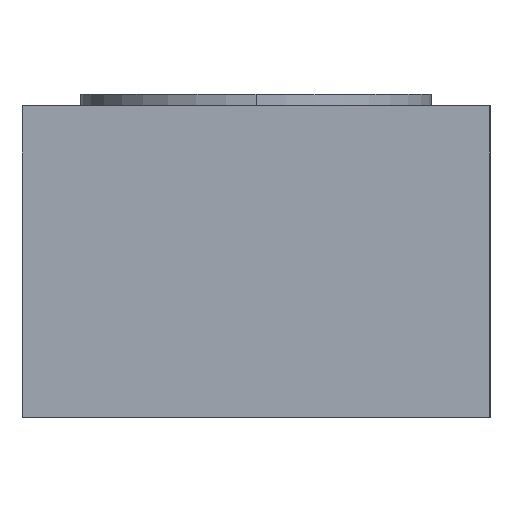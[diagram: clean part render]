
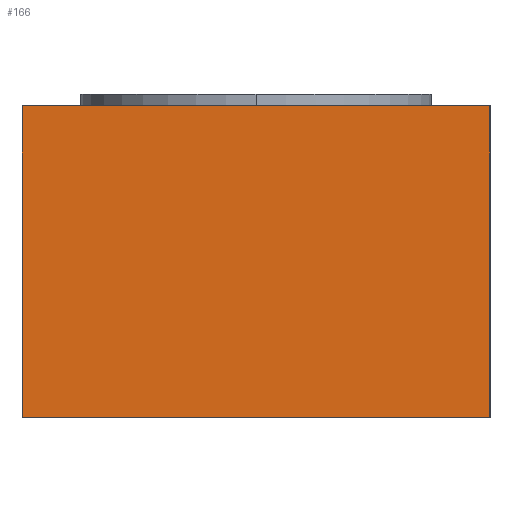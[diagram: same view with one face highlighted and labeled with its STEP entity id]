
A CAD part, left-side view. The second image highlights one B-rep face of the part: STEP entity #166.
In plain terms, the highlighted planar face has unit normal (-1, 0, 0).
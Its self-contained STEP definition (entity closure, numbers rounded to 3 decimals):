
#119 = VERTEX_POINT ( 'NONE', #556 ) ;
#135 = EDGE_CURVE ( 'NONE', #198, #213, #596, .T. ) ;
#166 = ADVANCED_FACE ( 'NONE', ( #648 ), #647, .F. ) ;
#180 = EDGE_CURVE ( 'NONE', #199, #119, #678, .T. ) ;
#198 = VERTEX_POINT ( 'NONE', #698 ) ;
#199 = VERTEX_POINT ( 'NONE', #697 ) ;
#207 = EDGE_CURVE ( 'NONE', #198, #199, #752, .T. ) ;
#213 = VERTEX_POINT ( 'NONE', #748 ) ;
#221 = EDGE_LOOP ( 'NONE', ( #222, #224, #225, #226 ) ) ;
#222 = ORIENTED_EDGE ( 'NONE', *, *, #223, .T. ) ;
#223 = EDGE_CURVE ( 'NONE', #213, #119, #741, .T. ) ;
#224 = ORIENTED_EDGE ( 'NONE', *, *, #180, .F. ) ;
#225 = ORIENTED_EDGE ( 'NONE', *, *, #207, .F. ) ;
#226 = ORIENTED_EDGE ( 'NONE', *, *, #135, .T. ) ;
#556 = CARTESIAN_POINT ( 'NONE',  ( -46., -30., 0. ) ) ;
#593 = DIRECTION ( 'NONE',  ( 0., 0., -1. ) ) ;
#594 = VECTOR ( 'NONE', #593, 1000. ) ;
#595 = CARTESIAN_POINT ( 'NONE',  ( -46., 30., 40. ) ) ;
#596 = LINE ( 'NONE', #595, #594 ) ;
#643 = DIRECTION ( 'NONE',  ( 0., 1., 0. ) ) ;
#644 = DIRECTION ( 'NONE',  ( 1., 0., 0. ) ) ;
#645 = CARTESIAN_POINT ( 'NONE',  ( -46., 30., 40. ) ) ;
#646 = AXIS2_PLACEMENT_3D ( 'NONE', #645, #644, #643 ) ;
#647 = PLANE ( 'NONE',  #646 ) ;
#648 = FACE_OUTER_BOUND ( 'NONE', #221, .T. ) ;
#675 = DIRECTION ( 'NONE',  ( 0., 0., -1. ) ) ;
#676 = VECTOR ( 'NONE', #675, 1000. ) ;
#677 = CARTESIAN_POINT ( 'NONE',  ( -46., -30., 40. ) ) ;
#678 = LINE ( 'NONE', #677, #676 ) ;
#697 = CARTESIAN_POINT ( 'NONE',  ( -46., -30., 40. ) ) ;
#698 = CARTESIAN_POINT ( 'NONE',  ( -46., 30., 40. ) ) ;
#738 = DIRECTION ( 'NONE',  ( 0., -1., 0. ) ) ;
#739 = VECTOR ( 'NONE', #738, 1000. ) ;
#740 = CARTESIAN_POINT ( 'NONE',  ( -46., 30., 0. ) ) ;
#741 = LINE ( 'NONE', #740, #739 ) ;
#748 = CARTESIAN_POINT ( 'NONE',  ( -46., 30., 0. ) ) ;
#749 = DIRECTION ( 'NONE',  ( 0., -1., 0. ) ) ;
#750 = VECTOR ( 'NONE', #749, 1000. ) ;
#751 = CARTESIAN_POINT ( 'NONE',  ( -46., 30., 40. ) ) ;
#752 = LINE ( 'NONE', #751, #750 ) ;
